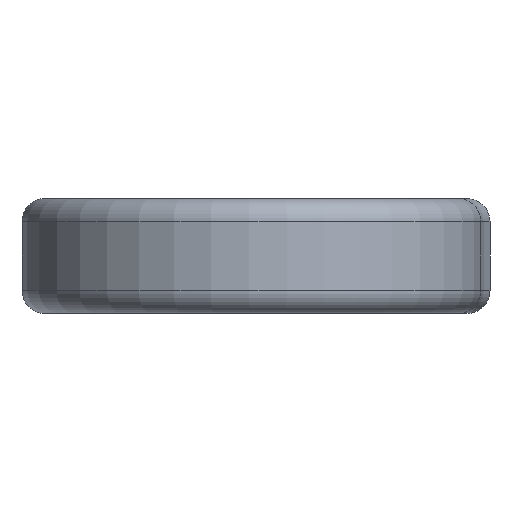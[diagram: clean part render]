
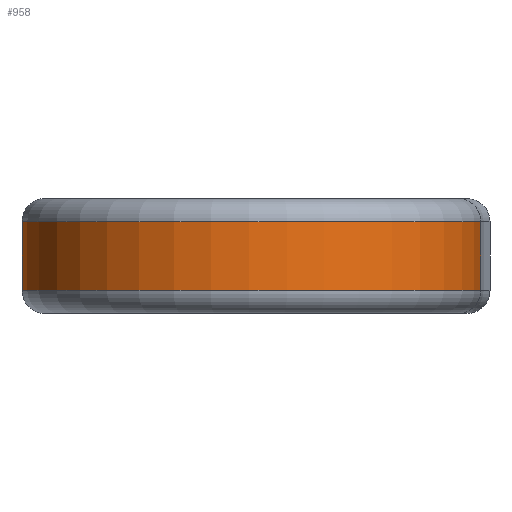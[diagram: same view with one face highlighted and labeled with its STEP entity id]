
A CAD part, front view. The second image highlights one B-rep face of the part: STEP entity #958.
In plain terms, the highlighted cylindrical face has radius 80 mm (diameter 160 mm), a partial arc.
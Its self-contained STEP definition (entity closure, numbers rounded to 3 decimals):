
#39=LINE($,#1842,#78);
#41=LINE($,#1847,#80);
#78=VECTOR($,#1274,24.);
#80=VECTOR($,#1280,24.);
#114=CYLINDRICAL_SURFACE($,#1059,80.);
#146=FACE_OUTER_BOUND($,#213,.T.);
#213=EDGE_LOOP($,(#668,#669,#670,#671));
#283=CIRCLE($,#1015,80.);
#288=CIRCLE($,#1021,80.);
#378=VERTEX_POINT($,#1537);
#379=VERTEX_POINT($,#1538);
#384=VERTEX_POINT($,#1585);
#385=VERTEX_POINT($,#1587);
#467=EDGE_CURVE($,#378,#379,#283,.T.);
#473=EDGE_CURVE($,#385,#384,#288,.T.);
#515=EDGE_CURVE($,#378,#384,#39,.T.);
#518=EDGE_CURVE($,#379,#385,#41,.T.);
#668=ORIENTED_EDGE($,*,*,#467,.T.);
#669=ORIENTED_EDGE($,*,*,#518,.T.);
#670=ORIENTED_EDGE($,*,*,#473,.T.);
#671=ORIENTED_EDGE($,*,*,#515,.F.);
#958=ADVANCED_FACE($,(#146),#114,.T.);
#1015=AXIS2_PLACEMENT_3D($,#1539,#1178,#1179);
#1021=AXIS2_PLACEMENT_3D($,#1588,#1190,#1191);
#1059=AXIS2_PLACEMENT_3D($,#1846,#1278,#1279);
#1178=DIRECTION('center_axis',(0.,0.,-1.));
#1179=DIRECTION('ref_axis',(1.,0.,0.));
#1190=DIRECTION('center_axis',(0.,0.,1.));
#1191=DIRECTION('ref_axis',(1.,0.,0.));
#1274=DIRECTION($,(0.,0.,-1.));
#1278=DIRECTION('center_axis',(0.,0.,-1.));
#1279=DIRECTION('ref_axis',(-1.,0.,0.));
#1280=DIRECTION($,(0.,0.,-1.));
#1537=CARTESIAN_POINT('',(97.071,-23.683,12.));
#1538=CARTESIAN_POINT('',(-59.64,-8.795,12.));
#1539=CARTESIAN_POINT('Origin',(17.361,-30.494,12.));
#1585=CARTESIAN_POINT('',(97.071,-23.683,-12.));
#1587=CARTESIAN_POINT('',(-59.64,-8.795,-12.));
#1588=CARTESIAN_POINT('Origin',(17.361,-30.494,-12.));
#1842=CARTESIAN_POINT($,(97.071,-23.683,20.));
#1846=CARTESIAN_POINT('Origin',(17.361,-30.494,20.));
#1847=CARTESIAN_POINT($,(-59.64,-8.795,20.));
